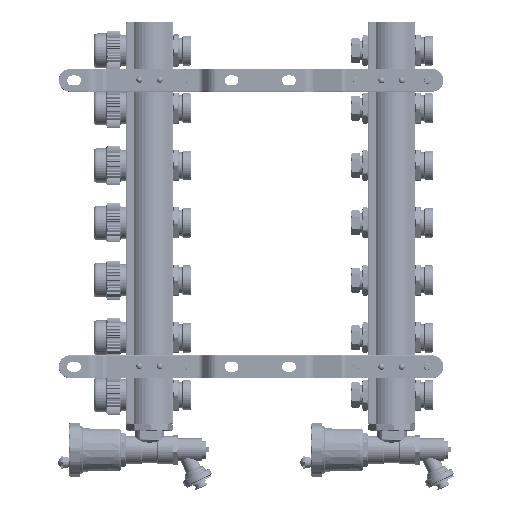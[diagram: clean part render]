
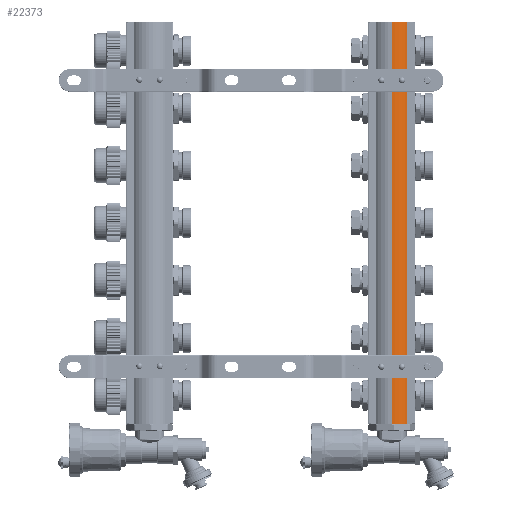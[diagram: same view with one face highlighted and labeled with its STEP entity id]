
A CAD part, left-side view. The second image highlights one B-rep face of the part: STEP entity #22373.
In plain terms, the highlighted cylindrical face has radius 18.2 mm (diameter 36.4 mm), a partial arc.
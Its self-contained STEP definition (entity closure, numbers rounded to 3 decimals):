
#942 = EDGE_CURVE ( 'NONE', #22844, #28870, #36201, .T. ) ;
#5456 = EDGE_CURVE ( 'NONE', #31189, #8457, #27859, .T. ) ;
#8115 = EDGE_CURVE ( 'NONE', #22844, #31189, #30786, .T. ) ;
#8457 = VERTEX_POINT ( 'NONE', #56957 ) ;
#9724 = ORIENTED_EDGE ( 'NONE', *, *, #942, .F. ) ;
#10715 = CARTESIAN_POINT ( 'NONE',  ( -12., -13.684, 350. ) ) ;
#10975 = EDGE_CURVE ( 'NONE', #28870, #8457, #27396, .T. ) ;
#11642 = DIRECTION ( 'NONE',  ( 0., 0., -1. ) ) ;
#13428 = AXIS2_PLACEMENT_3D ( 'NONE', #15036, #19408, #66808 ) ;
#15036 = CARTESIAN_POINT ( 'NONE',  ( 0., 0., 350. ) ) ;
#15678 = CARTESIAN_POINT ( 'NONE',  ( -18.2, 0., 350. ) ) ;
#17021 = VECTOR ( 'NONE', #20511, 1000. ) ;
#18038 = AXIS2_PLACEMENT_3D ( 'NONE', #64019, #53532, #42795 ) ;
#18450 = CARTESIAN_POINT ( 'NONE',  ( -12., -13.684, 350. ) ) ;
#19408 = DIRECTION ( 'NONE',  ( 0., 0., -1. ) ) ;
#20511 = DIRECTION ( 'NONE',  ( 0., 0., -1. ) ) ;
#21128 = ORIENTED_EDGE ( 'NONE', *, *, #5456, .T. ) ;
#22373 = ADVANCED_FACE ( 'NONE', ( #66443 ), #43617, .T. ) ;
#22844 = VERTEX_POINT ( 'NONE', #15678 ) ;
#27396 = LINE ( 'NONE', #10715, #37976 ) ;
#27859 = CIRCLE ( 'NONE', #18038, 18.2 ) ;
#28716 = ORIENTED_EDGE ( 'NONE', *, *, #8115, .T. ) ;
#28870 = VERTEX_POINT ( 'NONE', #18450 ) ;
#30786 = LINE ( 'NONE', #46217, #17021 ) ;
#31189 = VERTEX_POINT ( 'NONE', #58277 ) ;
#31728 = AXIS2_PLACEMENT_3D ( 'NONE', #59386, #43639, #39506 ) ;
#36201 = CIRCLE ( 'NONE', #31728, 18.2 ) ;
#37976 = VECTOR ( 'NONE', #11642, 1000. ) ;
#39506 = DIRECTION ( 'NONE',  ( 1., 0., 0. ) ) ;
#42795 = DIRECTION ( 'NONE',  ( 1., 0., 0. ) ) ;
#43500 = EDGE_LOOP ( 'NONE', ( #9724, #28716, #21128, #50485 ) ) ;
#43617 = CYLINDRICAL_SURFACE ( 'NONE', #13428, 18.2 ) ;
#43639 = DIRECTION ( 'NONE',  ( 0., 0., 1. ) ) ;
#46217 = CARTESIAN_POINT ( 'NONE',  ( -18.2, 0., 350. ) ) ;
#50485 = ORIENTED_EDGE ( 'NONE', *, *, #10975, .F. ) ;
#53532 = DIRECTION ( 'NONE',  ( 0., 0., 1. ) ) ;
#56957 = CARTESIAN_POINT ( 'NONE',  ( -12., -13.684, 0. ) ) ;
#58277 = CARTESIAN_POINT ( 'NONE',  ( -18.2, 0., 0. ) ) ;
#59386 = CARTESIAN_POINT ( 'NONE',  ( 0., 0., 350. ) ) ;
#64019 = CARTESIAN_POINT ( 'NONE',  ( 0., 0., 0. ) ) ;
#66443 = FACE_OUTER_BOUND ( 'NONE', #43500, .T. ) ;
#66808 = DIRECTION ( 'NONE',  ( -1., 0., 0. ) ) ;
